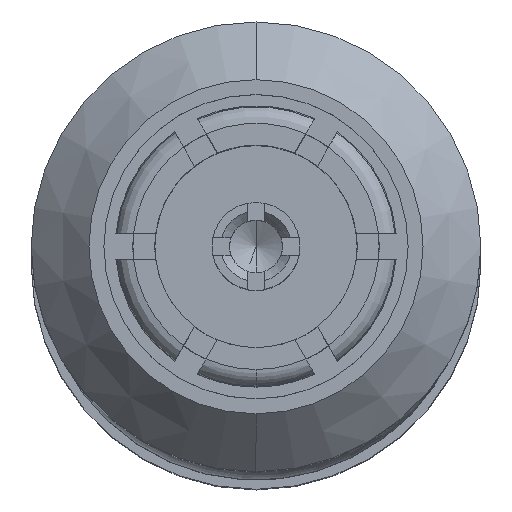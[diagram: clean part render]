
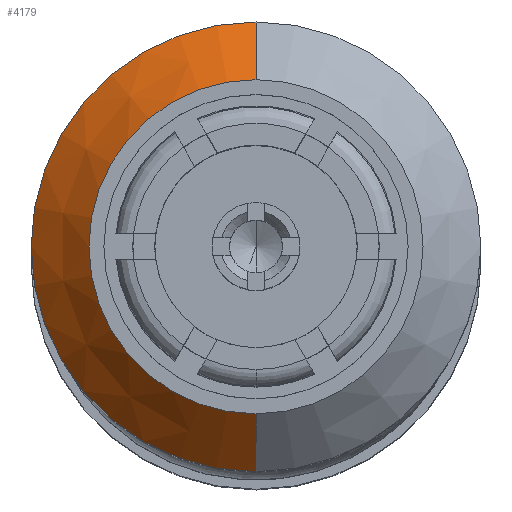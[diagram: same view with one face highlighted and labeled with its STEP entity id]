
A CAD part, top view. The second image highlights one B-rep face of the part: STEP entity #4179.
In plain terms, the highlighted conical face has half-angle 45 degrees and reference radius 1.114 mm.
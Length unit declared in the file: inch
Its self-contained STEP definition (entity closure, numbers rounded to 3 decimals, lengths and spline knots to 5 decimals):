
#21 = CIRCLE ( 'NONE', #3114, 0.0374 ) ;
#210 = DIRECTION ( 'NONE',  ( 1., 0., 0. ) ) ;
#211 = ORIENTED_EDGE ( 'NONE', *, *, #739, .T. ) ;
#347 = DIRECTION ( 'NONE',  ( -1., 0., 0. ) ) ;
#587 = ORIENTED_EDGE ( 'NONE', *, *, #1810, .T. ) ;
#739 = EDGE_CURVE ( 'NONE', #1862, #2461, #1986, .T. ) ;
#850 = CARTESIAN_POINT ( 'NONE',  ( -0.18933, 0., 0. ) ) ;
#1149 = ORIENTED_EDGE ( 'NONE', *, *, #4070, .T. ) ;
#1276 = CARTESIAN_POINT ( 'NONE',  ( -0.1764, 0.05033, 0. ) ) ;
#1300 = CARTESIAN_POINT ( 'NONE',  ( -0.1764, -0.05033, 0. ) ) ;
#1319 = CARTESIAN_POINT ( 'NONE',  ( -0.1764, 0., 0. ) ) ;
#1420 = LINE ( 'NONE', #2376, #3702 ) ;
#1545 = ORIENTED_EDGE ( 'NONE', *, *, #3371, .T. ) ;
#1638 = CARTESIAN_POINT ( 'NONE',  ( -0.18286, 0.04387, 0. ) ) ;
#1692 = DIRECTION ( 'NONE',  ( -0.707, 0.707, 0. ) ) ;
#1804 = DIRECTION ( 'NONE',  ( 1., 0., 0. ) ) ;
#1810 = EDGE_CURVE ( 'NONE', #3272, #1862, #21, .T. ) ;
#1862 = VERTEX_POINT ( 'NONE', #3986 ) ;
#1986 = LINE ( 'NONE', #1638, #4104 ) ;
#2010 = AXIS2_PLACEMENT_3D ( 'NONE', #1319, #347, #3101 ) ;
#2032 = DIRECTION ( 'NONE',  ( 0.707, 0.707, 0. ) ) ;
#2076 = CIRCLE ( 'NONE', #2010, 0.05033 ) ;
#2145 = FACE_OUTER_BOUND ( 'NONE', #3073, .T. ) ;
#2173 = CONICAL_SURFACE ( 'NONE', #2535, 0.04387, 0.785 ) ;
#2376 = CARTESIAN_POINT ( 'NONE',  ( -0.18286, -0.04387, 0. ) ) ;
#2461 = VERTEX_POINT ( 'NONE', #1276 ) ;
#2507 = DIRECTION ( 'NONE',  ( 0., 1., 0. ) ) ;
#2535 = AXIS2_PLACEMENT_3D ( 'NONE', #2894, #1804, #2507 ) ;
#2894 = CARTESIAN_POINT ( 'NONE',  ( -0.18286, 0., 0. ) ) ;
#2945 = DIRECTION ( 'NONE',  ( 0., 1., 0. ) ) ;
#3073 = EDGE_LOOP ( 'NONE', ( #1149, #587, #211, #1545 ) ) ;
#3101 = DIRECTION ( 'NONE',  ( 0., 1., 0. ) ) ;
#3114 = AXIS2_PLACEMENT_3D ( 'NONE', #850, #210, #2945 ) ;
#3272 = VERTEX_POINT ( 'NONE', #4074 ) ;
#3371 = EDGE_CURVE ( 'NONE', #2461, #3548, #2076, .T. ) ;
#3548 = VERTEX_POINT ( 'NONE', #1300 ) ;
#3702 = VECTOR ( 'NONE', #1692, 39.37008 ) ;
#3986 = CARTESIAN_POINT ( 'NONE',  ( -0.18933, 0.0374, 0. ) ) ;
#4070 = EDGE_CURVE ( 'NONE', #3548, #3272, #1420, .T. ) ;
#4074 = CARTESIAN_POINT ( 'NONE',  ( -0.18933, -0.0374, 0. ) ) ;
#4104 = VECTOR ( 'NONE', #2032, 39.37008 ) ;
#4179 = ADVANCED_FACE ( 'NONE', ( #2145 ), #2173, .T. ) ;
